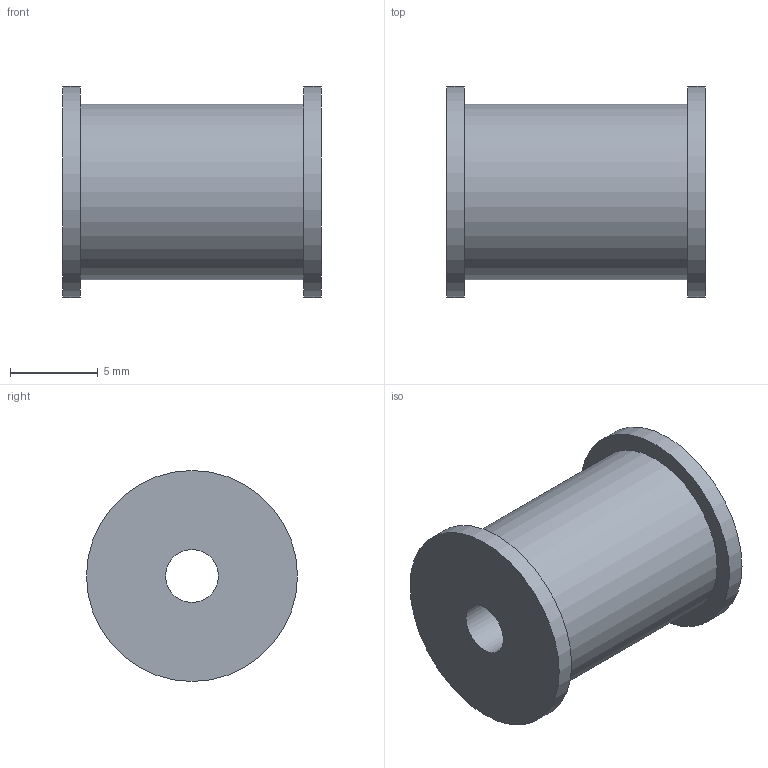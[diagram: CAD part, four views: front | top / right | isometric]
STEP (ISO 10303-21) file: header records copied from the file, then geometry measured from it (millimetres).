
FILE_DESCRIPTION(/* description */ (''),/* implementation_level */ '2;1');
FILE_NAME(/* name */ 'HubV2.ipt.step',/* time_stamp */ '2024-02-28T22:19:52-06:00',/* author */ ('smz3rm'),/* organization */ (''),/* preprocessor_version */ 'ST-DEVELOPER v18',/* originating_system */ 'Autodesk Inventor 2020',/* authorisation */ '');
FILE_SCHEMA (('AUTOMOTIVE_DESIGN { 1 0 10303 214 3 1 1 }'));
Length unit declared in the file: millimetre
Products named in the file (1): HubV2
Bounding box: 14.7 x 12 x 12 mm (x, y, z)
Volume: 1119.7 mm3; surface area: 894.1 mm2
Topology: 1 solids, 1 shells, 8 faces, 20 edges, 16 vertices
Faces by surface type: plane 4, cylinder 4
Full cylindrical faces by diameter (mm): 3 x1, 10 x1, 12 x2
Entity records: 309 total; most frequent: DIRECTION 54, CARTESIAN_POINT 45, ORIENTED_EDGE 40, AXIS2_PLACEMENT_3D 25, EDGE_CURVE 20, CIRCLE 16, VERTEX_POINT 16, EDGE_LOOP 12
